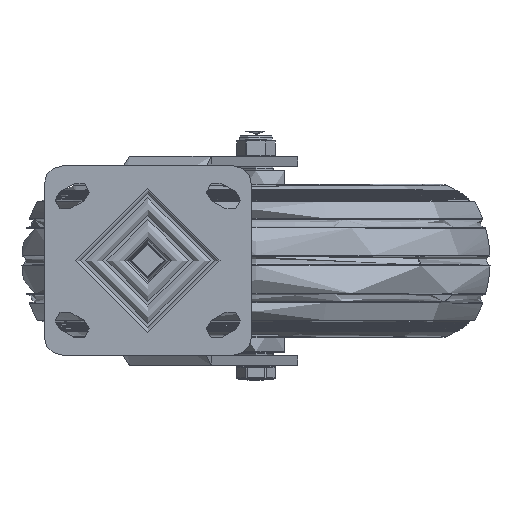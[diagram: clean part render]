
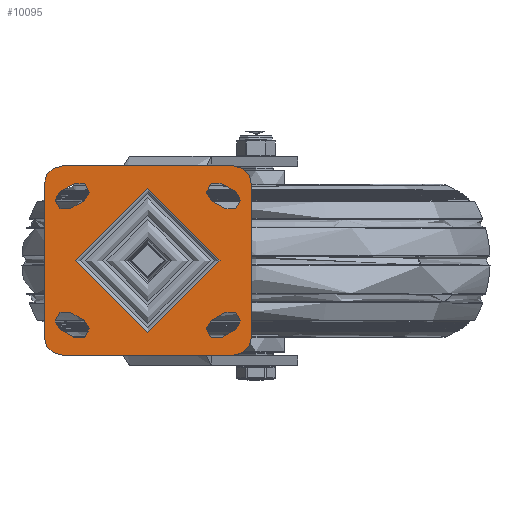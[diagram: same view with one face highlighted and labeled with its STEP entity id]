
A CAD part, top view. The second image highlights one B-rep face of the part: STEP entity #10095.
In plain terms, the highlighted planar face has unit normal (0, 0, 1).
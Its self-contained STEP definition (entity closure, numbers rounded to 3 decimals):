
#583=FACE_BOUND('',#3013,.T.);
#584=FACE_BOUND('',#3014,.T.);
#585=FACE_BOUND('',#3015,.T.);
#586=FACE_BOUND('',#3016,.T.);
#587=FACE_BOUND('',#3017,.T.);
#687=PLANE('',#10968);
#1082=LINE('',#15484,#1690);
#1084=LINE('',#15487,#1692);
#1086=LINE('',#15490,#1694);
#1088=LINE('',#15493,#1696);
#1090=LINE('',#15496,#1698);
#1092=LINE('',#15499,#1700);
#1094=LINE('',#15502,#1702);
#1096=LINE('',#15505,#1704);
#1100=LINE('',#15519,#1708);
#1104=LINE('',#15531,#1712);
#1108=LINE('',#15543,#1716);
#1112=LINE('',#15553,#1720);
#1690=VECTOR('',#12356,1000.);
#1692=VECTOR('',#12360,1000.);
#1694=VECTOR('',#12364,1000.);
#1696=VECTOR('',#12368,1000.);
#1698=VECTOR('',#12372,1000.);
#1700=VECTOR('',#12376,1000.);
#1702=VECTOR('',#12380,1000.);
#1704=VECTOR('',#12384,1000.);
#1708=VECTOR('',#12396,1000.);
#1712=VECTOR('',#12408,1000.);
#1716=VECTOR('',#12420,1000.);
#1720=VECTOR('',#12432,1000.);
#2373=FACE_OUTER_BOUND('',#3012,.T.);
#3012=EDGE_LOOP('',(#7096,#7097,#7098,#7099,#7100,#7101,#7102,#7103));
#3013=EDGE_LOOP('',(#7104,#7105,#7106,#7107));
#3014=EDGE_LOOP('',(#7108,#7109,#7110,#7111));
#3015=EDGE_LOOP('',(#7112,#7113,#7114,#7115));
#3016=EDGE_LOOP('',(#7116,#7117,#7118,#7119));
#3017=EDGE_LOOP('',(#7120));
#3663=CIRCLE('',#10839,40.078);
#3674=CIRCLE('',#10855,5.5);
#3675=CIRCLE('',#10857,5.5);
#3678=CIRCLE('',#10861,5.5);
#3679=CIRCLE('',#10863,5.5);
#3682=CIRCLE('',#10867,5.5);
#3683=CIRCLE('',#10869,5.5);
#3686=CIRCLE('',#10873,5.5);
#3687=CIRCLE('',#10875,5.5);
#3728=CIRCLE('',#10950,10.);
#3730=CIRCLE('',#10954,10.);
#3732=CIRCLE('',#10958,10.);
#3734=CIRCLE('',#10962,10.);
#4328=VERTEX_POINT('',#15284);
#4337=VERTEX_POINT('',#15311);
#4338=VERTEX_POINT('',#15313);
#4339=VERTEX_POINT('',#15317);
#4340=VERTEX_POINT('',#15318);
#4345=VERTEX_POINT('',#15329);
#4346=VERTEX_POINT('',#15331);
#4347=VERTEX_POINT('',#15335);
#4348=VERTEX_POINT('',#15336);
#4353=VERTEX_POINT('',#15347);
#4354=VERTEX_POINT('',#15349);
#4355=VERTEX_POINT('',#15353);
#4356=VERTEX_POINT('',#15354);
#4361=VERTEX_POINT('',#15365);
#4362=VERTEX_POINT('',#15367);
#4363=VERTEX_POINT('',#15371);
#4364=VERTEX_POINT('',#15372);
#4399=VERTEX_POINT('',#15510);
#4400=VERTEX_POINT('',#15512);
#4402=VERTEX_POINT('',#15518);
#4404=VERTEX_POINT('',#15524);
#4406=VERTEX_POINT('',#15530);
#4408=VERTEX_POINT('',#15536);
#4410=VERTEX_POINT('',#15542);
#4412=VERTEX_POINT('',#15548);
#5317=EDGE_CURVE('',#4328,#4328,#3663,.T.);
#5330=EDGE_CURVE('',#4338,#4337,#3674,.T.);
#5332=EDGE_CURVE('',#4339,#4340,#3675,.T.);
#5338=EDGE_CURVE('',#4346,#4345,#3678,.T.);
#5340=EDGE_CURVE('',#4347,#4348,#3679,.T.);
#5346=EDGE_CURVE('',#4354,#4353,#3682,.T.);
#5348=EDGE_CURVE('',#4355,#4356,#3683,.T.);
#5354=EDGE_CURVE('',#4362,#4361,#3686,.T.);
#5356=EDGE_CURVE('',#4363,#4364,#3687,.T.);
#5409=EDGE_CURVE('',#4364,#4362,#1082,.T.);
#5411=EDGE_CURVE('',#4361,#4363,#1084,.T.);
#5413=EDGE_CURVE('',#4356,#4354,#1086,.T.);
#5415=EDGE_CURVE('',#4353,#4355,#1088,.T.);
#5417=EDGE_CURVE('',#4348,#4346,#1090,.T.);
#5419=EDGE_CURVE('',#4345,#4347,#1092,.T.);
#5421=EDGE_CURVE('',#4340,#4338,#1094,.T.);
#5423=EDGE_CURVE('',#4337,#4339,#1096,.T.);
#5426=EDGE_CURVE('',#4399,#4400,#3728,.T.);
#5429=EDGE_CURVE('',#4400,#4402,#1100,.T.);
#5432=EDGE_CURVE('',#4402,#4404,#3730,.T.);
#5435=EDGE_CURVE('',#4404,#4406,#1104,.T.);
#5438=EDGE_CURVE('',#4408,#4406,#3732,.T.);
#5441=EDGE_CURVE('',#4408,#4410,#1108,.T.);
#5444=EDGE_CURVE('',#4412,#4410,#3734,.T.);
#5447=EDGE_CURVE('',#4412,#4399,#1112,.T.);
#7096=ORIENTED_EDGE('',*,*,#5426,.F.);
#7097=ORIENTED_EDGE('',*,*,#5447,.F.);
#7098=ORIENTED_EDGE('',*,*,#5444,.T.);
#7099=ORIENTED_EDGE('',*,*,#5441,.F.);
#7100=ORIENTED_EDGE('',*,*,#5438,.T.);
#7101=ORIENTED_EDGE('',*,*,#5435,.F.);
#7102=ORIENTED_EDGE('',*,*,#5432,.F.);
#7103=ORIENTED_EDGE('',*,*,#5429,.F.);
#7104=ORIENTED_EDGE('',*,*,#5421,.T.);
#7105=ORIENTED_EDGE('',*,*,#5330,.T.);
#7106=ORIENTED_EDGE('',*,*,#5423,.T.);
#7107=ORIENTED_EDGE('',*,*,#5332,.T.);
#7108=ORIENTED_EDGE('',*,*,#5417,.T.);
#7109=ORIENTED_EDGE('',*,*,#5338,.T.);
#7110=ORIENTED_EDGE('',*,*,#5419,.T.);
#7111=ORIENTED_EDGE('',*,*,#5340,.T.);
#7112=ORIENTED_EDGE('',*,*,#5413,.T.);
#7113=ORIENTED_EDGE('',*,*,#5346,.T.);
#7114=ORIENTED_EDGE('',*,*,#5415,.T.);
#7115=ORIENTED_EDGE('',*,*,#5348,.T.);
#7116=ORIENTED_EDGE('',*,*,#5409,.T.);
#7117=ORIENTED_EDGE('',*,*,#5354,.T.);
#7118=ORIENTED_EDGE('',*,*,#5411,.T.);
#7119=ORIENTED_EDGE('',*,*,#5356,.T.);
#7120=ORIENTED_EDGE('',*,*,#5317,.F.);
#10095=ADVANCED_FACE('',(#2373,#583,#584,#585,#586,#587),#687,.T.);
#10839=AXIS2_PLACEMENT_3D('',#15286,#12124,#12125);
#10855=AXIS2_PLACEMENT_3D('',#15314,#12158,#12159);
#10857=AXIS2_PLACEMENT_3D('',#15319,#12163,#12164);
#10861=AXIS2_PLACEMENT_3D('',#15332,#12174,#12175);
#10863=AXIS2_PLACEMENT_3D('',#15337,#12179,#12180);
#10867=AXIS2_PLACEMENT_3D('',#15350,#12190,#12191);
#10869=AXIS2_PLACEMENT_3D('',#15355,#12195,#12196);
#10873=AXIS2_PLACEMENT_3D('',#15368,#12206,#12207);
#10875=AXIS2_PLACEMENT_3D('',#15373,#12211,#12212);
#10950=AXIS2_PLACEMENT_3D('',#15513,#12390,#12391);
#10954=AXIS2_PLACEMENT_3D('',#15525,#12402,#12403);
#10958=AXIS2_PLACEMENT_3D('',#15537,#12414,#12415);
#10962=AXIS2_PLACEMENT_3D('',#15549,#12426,#12427);
#10968=AXIS2_PLACEMENT_3D('',#15558,#12441,#12442);
#12124=DIRECTION('center_axis',(0.,0.,1.));
#12125=DIRECTION('ref_axis',(-1.,0.,0.));
#12158=DIRECTION('center_axis',(0.,0.,-1.));
#12159=DIRECTION('ref_axis',(1.,0.,0.));
#12163=DIRECTION('center_axis',(0.,0.,-1.));
#12164=DIRECTION('ref_axis',(1.,0.,0.));
#12174=DIRECTION('center_axis',(0.,0.,-1.));
#12175=DIRECTION('ref_axis',(1.,0.,0.));
#12179=DIRECTION('center_axis',(0.,0.,-1.));
#12180=DIRECTION('ref_axis',(1.,0.,0.));
#12190=DIRECTION('center_axis',(0.,0.,-1.));
#12191=DIRECTION('ref_axis',(-1.,0.,0.));
#12195=DIRECTION('center_axis',(0.,0.,-1.));
#12196=DIRECTION('ref_axis',(-1.,0.,0.));
#12206=DIRECTION('center_axis',(0.,0.,-1.));
#12207=DIRECTION('ref_axis',(-1.,0.,0.));
#12211=DIRECTION('center_axis',(0.,0.,-1.));
#12212=DIRECTION('ref_axis',(-1.,0.,0.));
#12356=DIRECTION('',(0.872,0.49,0.));
#12360=DIRECTION('',(-0.872,-0.49,0.));
#12364=DIRECTION('',(0.872,-0.49,0.));
#12368=DIRECTION('',(-0.872,0.49,0.));
#12372=DIRECTION('',(-0.872,0.49,0.));
#12376=DIRECTION('',(0.872,-0.49,0.));
#12380=DIRECTION('',(-0.872,-0.49,0.));
#12384=DIRECTION('',(0.872,0.49,0.));
#12390=DIRECTION('center_axis',(0.,0.,-1.));
#12391=DIRECTION('ref_axis',(-1.,0.,0.));
#12396=DIRECTION('',(1.,0.,0.));
#12402=DIRECTION('center_axis',(0.,0.,-1.));
#12403=DIRECTION('ref_axis',(0.,1.,0.));
#12408=DIRECTION('',(0.,-1.,0.));
#12414=DIRECTION('center_axis',(0.,0.,1.));
#12415=DIRECTION('ref_axis',(0.,-1.,0.));
#12420=DIRECTION('',(-1.,0.,0.));
#12426=DIRECTION('center_axis',(0.,0.,1.));
#12427=DIRECTION('ref_axis',(-1.,0.,0.));
#12432=DIRECTION('',(0.,1.,0.));
#12441=DIRECTION('center_axis',(0.,0.,1.));
#12442=DIRECTION('ref_axis',(1.,0.,0.));
#15284=CARTESIAN_POINT('',(40.078,0.,0.));
#15286=CARTESIAN_POINT('Origin',(0.,0.,0.));
#15311=CARTESIAN_POINT('',(-48.696,38.294,0.));
#15313=CARTESIAN_POINT('',(-43.304,28.706,0.));
#15314=CARTESIAN_POINT('Origin',(-46.,33.5,0.));
#15317=CARTESIAN_POINT('',(-40.696,42.794,0.));
#15318=CARTESIAN_POINT('',(-35.304,33.206,0.));
#15319=CARTESIAN_POINT('Origin',(-38.,38.,0.));
#15329=CARTESIAN_POINT('',(-43.304,-28.706,0.));
#15331=CARTESIAN_POINT('',(-48.696,-38.294,0.));
#15332=CARTESIAN_POINT('Origin',(-46.,-33.5,0.));
#15335=CARTESIAN_POINT('',(-35.304,-33.206,0.));
#15336=CARTESIAN_POINT('',(-40.696,-42.794,0.));
#15337=CARTESIAN_POINT('Origin',(-38.,-38.,0.));
#15347=CARTESIAN_POINT('',(43.304,28.706,0.));
#15349=CARTESIAN_POINT('',(48.696,38.294,0.));
#15350=CARTESIAN_POINT('Origin',(46.,33.5,0.));
#15353=CARTESIAN_POINT('',(35.304,33.206,0.));
#15354=CARTESIAN_POINT('',(40.696,42.794,0.));
#15355=CARTESIAN_POINT('Origin',(38.,38.,0.));
#15365=CARTESIAN_POINT('',(48.696,-38.294,0.));
#15367=CARTESIAN_POINT('',(43.304,-28.706,0.));
#15368=CARTESIAN_POINT('Origin',(46.,-33.5,0.));
#15371=CARTESIAN_POINT('',(40.696,-42.794,0.));
#15372=CARTESIAN_POINT('',(35.304,-33.206,0.));
#15373=CARTESIAN_POINT('Origin',(38.,-38.,0.));
#15484=CARTESIAN_POINT('',(43.304,-28.706,0.));
#15487=CARTESIAN_POINT('',(48.696,-38.294,0.));
#15490=CARTESIAN_POINT('',(48.696,38.294,0.));
#15493=CARTESIAN_POINT('',(43.304,28.706,0.));
#15496=CARTESIAN_POINT('',(-48.696,-38.294,0.));
#15499=CARTESIAN_POINT('',(-43.304,-28.706,0.));
#15502=CARTESIAN_POINT('',(-43.304,28.706,0.));
#15505=CARTESIAN_POINT('',(-48.696,38.294,0.));
#15510=CARTESIAN_POINT('',(-57.5,42.5,0.));
#15512=CARTESIAN_POINT('',(-47.5,52.5,0.));
#15513=CARTESIAN_POINT('Origin',(-47.5,42.5,0.));
#15518=CARTESIAN_POINT('',(47.5,52.5,0.));
#15519=CARTESIAN_POINT('',(-47.5,52.5,0.));
#15524=CARTESIAN_POINT('',(57.5,42.5,0.));
#15525=CARTESIAN_POINT('Origin',(47.5,42.5,0.));
#15530=CARTESIAN_POINT('',(57.5,-42.5,0.));
#15531=CARTESIAN_POINT('',(57.5,42.5,0.));
#15536=CARTESIAN_POINT('',(47.5,-52.5,0.));
#15537=CARTESIAN_POINT('Origin',(47.5,-42.5,0.));
#15542=CARTESIAN_POINT('',(-47.5,-52.5,0.));
#15543=CARTESIAN_POINT('',(47.5,-52.5,0.));
#15548=CARTESIAN_POINT('',(-57.5,-42.5,0.));
#15549=CARTESIAN_POINT('Origin',(-47.5,-42.5,0.));
#15553=CARTESIAN_POINT('',(-57.5,-42.5,0.));
#15558=CARTESIAN_POINT('Origin',(0.,0.,0.));
